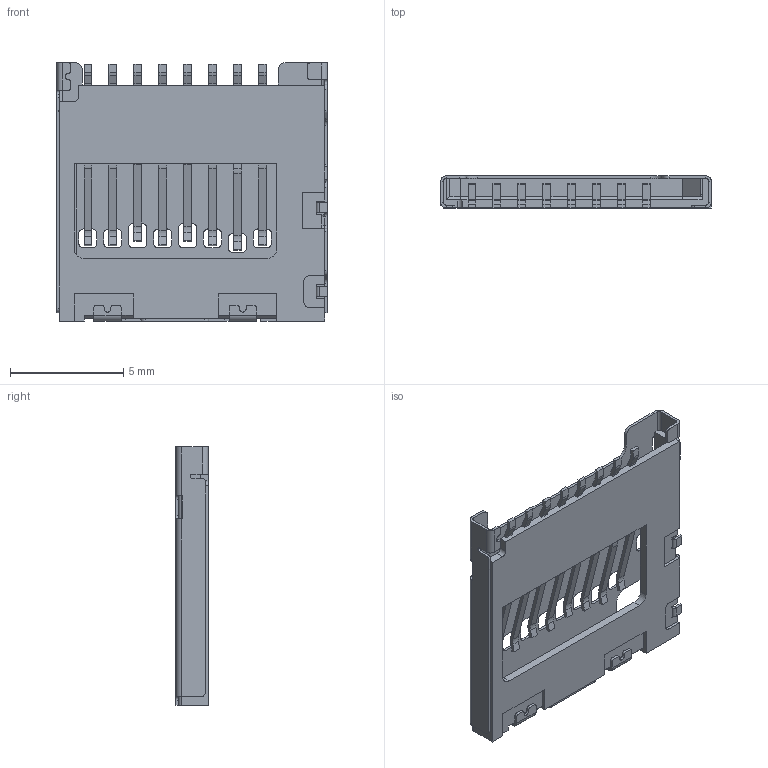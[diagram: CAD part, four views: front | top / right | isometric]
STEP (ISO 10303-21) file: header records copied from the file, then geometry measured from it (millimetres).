
FILE_DESCRIPTION (( 'STEP AP214' ), '1' );
FILE_NAME ('104031-0811.STEP', '2025-01-21T12:54:02', ( '' ), ( '' ), 'SwSTEP 2.0', 'SolidWorks 2021', '' );
FILE_SCHEMA (( 'AUTOMOTIVE_DESIGN' ));
Length unit declared in the file: millimetre
Products named in the file (1): 104031-0811
Bounding box: 11.95 x 1.42 x 11.4 mm (x, y, z)
Volume: 69.9 mm3; surface area: 619.4 mm2
Topology: 20 solids, 20 shells, 674 faces, 1822 edges, 1182 vertices
Faces by surface type: plane 456, cylinder 217, bspline 1
Entity records: 21320 total; most frequent: CARTESIAN_POINT 3718, ORIENTED_EDGE 3644, DIRECTION 3599, EDGE_CURVE 1822, LINE 1385, VECTOR 1385, VERTEX_POINT 1182, AXIS2_PLACEMENT_3D 1107
